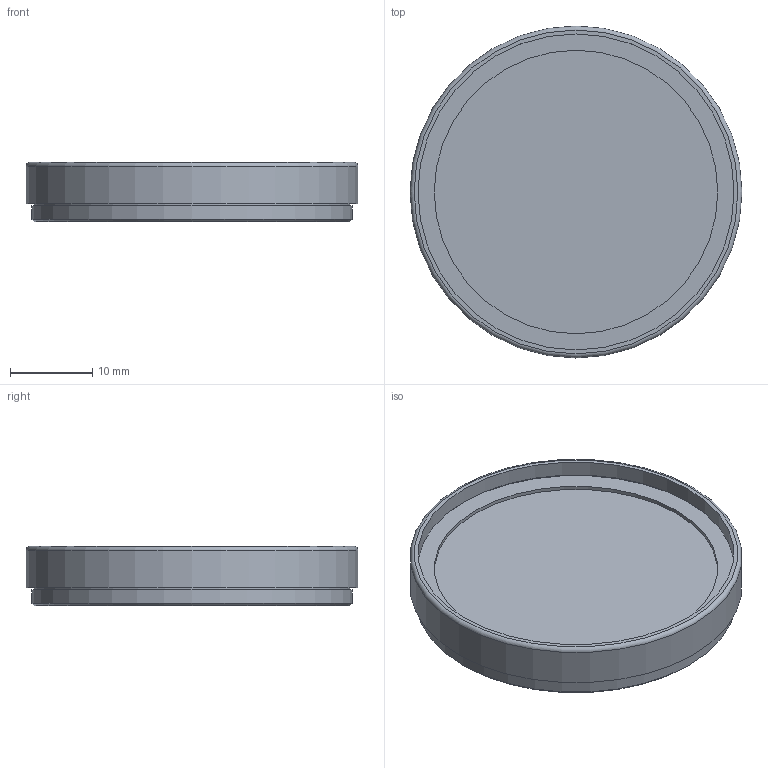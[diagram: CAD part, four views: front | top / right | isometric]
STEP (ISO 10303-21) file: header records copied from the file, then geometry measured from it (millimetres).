
FILE_DESCRIPTION(/* description */ (''),/* implementation_level */ '2;1');
FILE_NAME(/* name */ 'Farbfilter_Blau_M39x0,5.stp',/* time_stamp */ '2020-09-07T12:20:02+02:00',/* author */ (''),/* organization */ ('Vision & Control'),/* preprocessor_version */ 'ST-DEVELOPER v16.5',/* originating_system */ 'Autodesk Inventor 2017',/* authorisation */ '');
FILE_SCHEMA (('AUTOMOTIVE_DESIGN { 1 0 10303 214 3 1 1 }'));
Length unit declared in the file: millimetre
Products named in the file (1): Farbfilter_Blau_M39x0,5
Bounding box: 40.4 x 40.4 x 7.2 mm (x, y, z)
Volume: 3705.1 mm3; surface area: 5464.7 mm2
Topology: 3 solids, 3 shells, 29 faces, 48 edges, 31 vertices
Faces by surface type: plane 12, cylinder 11, cone 5, torus 1
Full cylindrical faces by diameter (mm): 34.5 x2, 34.823 x1, 35.8 x1, 36.459 x1, 37 x1, 38.4 x1, 38.459 x1, 39 x1, 39.059 x1, 40.4 x1
Entity records: 645 total; most frequent: DIRECTION 116, CARTESIAN_POINT 86, AXIS2_PLACEMENT_3D 58, EDGE_LOOP 56, ORIENTED_EDGE 56, STYLED_ITEM 30, FACE_OUTER_BOUND 29, ADVANCED_FACE 29
